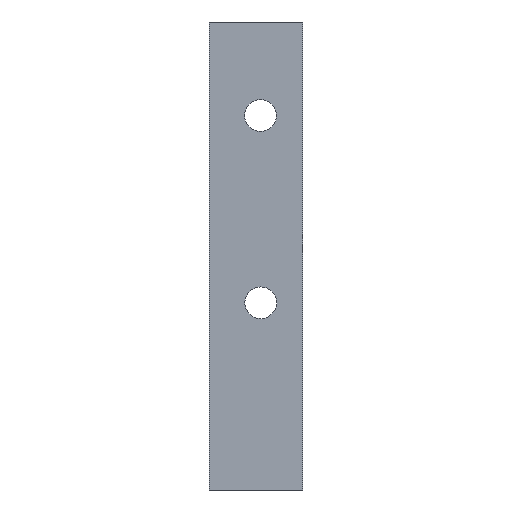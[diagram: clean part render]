
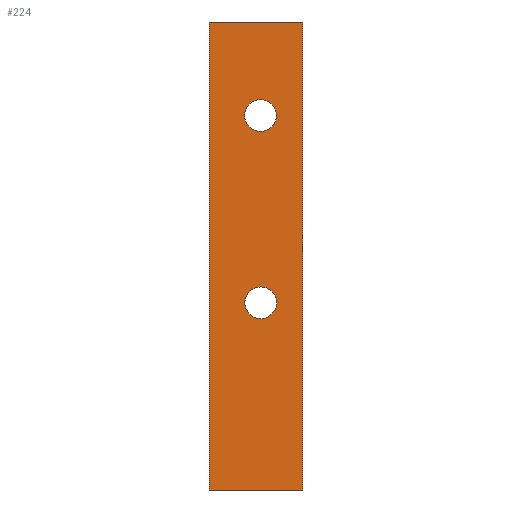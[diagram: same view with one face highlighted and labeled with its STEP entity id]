
A CAD part, left-side view. The second image highlights one B-rep face of the part: STEP entity #224.
In plain terms, the highlighted planar face has unit normal (-1, 0, 0).
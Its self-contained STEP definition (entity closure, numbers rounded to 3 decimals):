
#30=LINE('',#346,#48);
#31=LINE('',#352,#49);
#32=LINE('',#354,#50);
#33=LINE('',#356,#51);
#48=VECTOR('',#283,1000.);
#49=VECTOR('',#290,1000.);
#50=VECTOR('',#291,1000.);
#51=VECTOR('',#292,1000.);
#70=ORIENTED_EDGE('',*,*,#121,.T.);
#71=ORIENTED_EDGE('',*,*,#122,.T.);
#72=ORIENTED_EDGE('',*,*,#123,.F.);
#73=ORIENTED_EDGE('',*,*,#120,.F.);
#74=ORIENTED_EDGE('',*,*,#124,.T.);
#75=ORIENTED_EDGE('',*,*,#125,.T.);
#120=EDGE_CURVE('',#145,#144,#30,.T.);
#121=EDGE_CURVE('',#146,#146,#160,.T.);
#122=EDGE_CURVE('',#147,#147,#161,.T.);
#123=EDGE_CURVE('',#144,#148,#31,.T.);
#124=EDGE_CURVE('',#145,#149,#32,.T.);
#125=EDGE_CURVE('',#149,#148,#33,.T.);
#144=VERTEX_POINT('',#343);
#145=VERTEX_POINT('',#345);
#146=VERTEX_POINT('',#349);
#147=VERTEX_POINT('',#351);
#148=VERTEX_POINT('',#353);
#149=VERTEX_POINT('',#355);
#160=CIRCLE('',#252,2.153);
#161=CIRCLE('',#253,2.153);
#170=EDGE_LOOP('',(#70));
#171=EDGE_LOOP('',(#71));
#172=EDGE_LOOP('',(#72,#73,#74,#75));
#194=FACE_BOUND('',#170,.T.);
#195=FACE_BOUND('',#171,.T.);
#196=FACE_BOUND('',#172,.T.);
#216=PLANE('',#251);
#224=ADVANCED_FACE('',(#194,#195,#196),#216,.T.);
#251=AXIS2_PLACEMENT_3D('',#347,#284,#285);
#252=AXIS2_PLACEMENT_3D('',#348,#286,#287);
#253=AXIS2_PLACEMENT_3D('',#350,#288,#289);
#283=DIRECTION('',(0.,-1.,0.));
#284=DIRECTION('',(-1.,0.,0.));
#285=DIRECTION('',(0.,0.,1.));
#286=DIRECTION('',(1.,0.,0.));
#287=DIRECTION('',(0.,0.,1.));
#288=DIRECTION('',(1.,0.,0.));
#289=DIRECTION('',(0.,0.,1.));
#290=DIRECTION('',(0.,0.,-1.));
#291=DIRECTION('',(0.,0.,-1.));
#292=DIRECTION('',(0.,-1.,0.));
#343=CARTESIAN_POINT('',(-2.336,0.,77.987));
#345=CARTESIAN_POINT('',(-2.336,12.7,77.987));
#346=CARTESIAN_POINT('',(-2.336,12.7,77.987));
#347=CARTESIAN_POINT('',(-2.336,12.7,78.002));
#348=CARTESIAN_POINT('',(-2.336,5.737,65.287));
#349=CARTESIAN_POINT('',(-2.336,5.737,67.439));
#350=CARTESIAN_POINT('',(-2.336,5.707,39.887));
#351=CARTESIAN_POINT('',(-2.336,5.707,42.039));
#352=CARTESIAN_POINT('',(-2.336,0.,78.002));
#353=CARTESIAN_POINT('',(-2.336,0.,14.487));
#354=CARTESIAN_POINT('',(-2.336,12.7,78.002));
#355=CARTESIAN_POINT('',(-2.336,12.7,14.487));
#356=CARTESIAN_POINT('',(-2.336,12.7,14.487));
